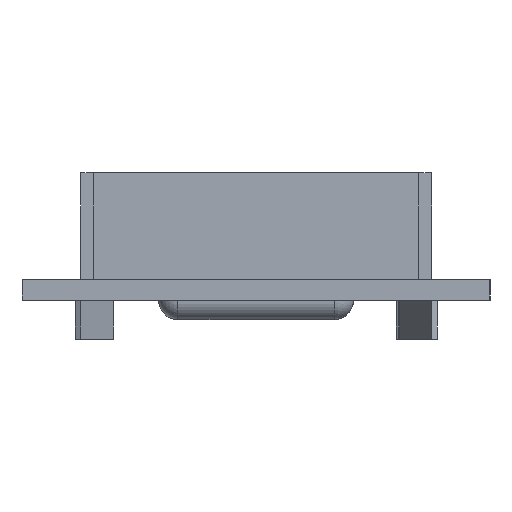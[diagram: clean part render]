
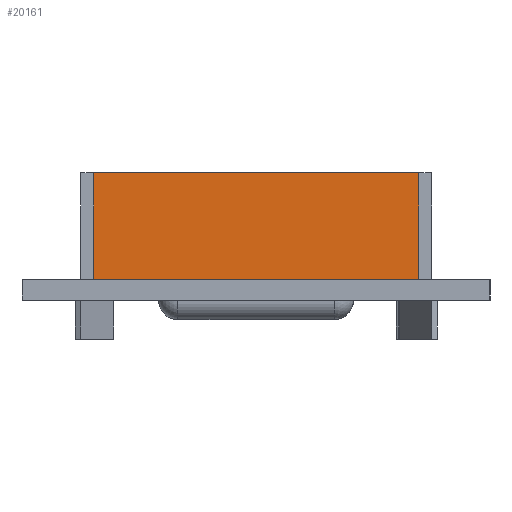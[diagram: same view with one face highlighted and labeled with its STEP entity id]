
A CAD part, left-side view. The second image highlights one B-rep face of the part: STEP entity #20161.
In plain terms, the highlighted planar face has unit normal (-1, 0, 0).
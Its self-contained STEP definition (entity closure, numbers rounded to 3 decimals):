
#618 = DIRECTION ( 'NONE',  ( 0., 1., 0. ) ) ;
#2039 = LINE ( 'NONE', #10171, #19698 ) ;
#2475 = FACE_OUTER_BOUND ( 'NONE', #21617, .T. ) ;
#3377 = EDGE_CURVE ( 'NONE', #25365, #5248, #20343, .T. ) ;
#4947 = DIRECTION ( 'NONE',  ( 0., 0., 1. ) ) ;
#5248 = VERTEX_POINT ( 'NONE', #19351 ) ;
#6396 = CARTESIAN_POINT ( 'NONE',  ( -35., -12.5, 1.6 ) ) ;
#7585 = VECTOR ( 'NONE', #4947, 1000. ) ;
#7717 = EDGE_CURVE ( 'NONE', #14058, #5248, #2039, .T. ) ;
#9528 = CARTESIAN_POINT ( 'NONE',  ( -35., 12.5, 1.6 ) ) ;
#10171 = CARTESIAN_POINT ( 'NONE',  ( -35., -12.5, 9.8 ) ) ;
#10727 = DIRECTION ( 'NONE',  ( -1., 0., 0. ) ) ;
#12359 = EDGE_CURVE ( 'NONE', #18941, #14058, #15743, .T. ) ;
#12452 = DIRECTION ( 'NONE',  ( 0., 1., 0. ) ) ;
#12600 = PLANE ( 'NONE',  #20547 ) ;
#13474 = ORIENTED_EDGE ( 'NONE', *, *, #12359, .T. ) ;
#14058 = VERTEX_POINT ( 'NONE', #21493 ) ;
#14766 = DIRECTION ( 'NONE',  ( 0., 0., 1. ) ) ;
#15057 = CARTESIAN_POINT ( 'NONE',  ( -35., 12.5, 1.6 ) ) ;
#15743 = LINE ( 'NONE', #21841, #7585 ) ;
#17076 = VECTOR ( 'NONE', #19243, 1000. ) ;
#17760 = CARTESIAN_POINT ( 'NONE',  ( -35., -12.5, 1.6 ) ) ;
#18024 = VECTOR ( 'NONE', #618, 1000. ) ;
#18627 = CARTESIAN_POINT ( 'NONE',  ( -35., -12.5, 1.6 ) ) ;
#18941 = VERTEX_POINT ( 'NONE', #17760 ) ;
#19243 = DIRECTION ( 'NONE',  ( 0., 0., 1. ) ) ;
#19351 = CARTESIAN_POINT ( 'NONE',  ( -35., 12.5, 9.8 ) ) ;
#19698 = VECTOR ( 'NONE', #12452, 1000. ) ;
#20161 = ADVANCED_FACE ( 'NONE', ( #2475 ), #12600, .T. ) ;
#20343 = LINE ( 'NONE', #15057, #17076 ) ;
#20547 = AXIS2_PLACEMENT_3D ( 'NONE', #6396, #10727, #14766 ) ;
#21434 = ORIENTED_EDGE ( 'NONE', *, *, #7717, .T. ) ;
#21493 = CARTESIAN_POINT ( 'NONE',  ( -35., -12.5, 9.8 ) ) ;
#21617 = EDGE_LOOP ( 'NONE', ( #13474, #21434, #24017, #23468 ) ) ;
#21841 = CARTESIAN_POINT ( 'NONE',  ( -35., -12.5, 1.6 ) ) ;
#22514 = EDGE_CURVE ( 'NONE', #18941, #25365, #22822, .T. ) ;
#22822 = LINE ( 'NONE', #18627, #18024 ) ;
#23468 = ORIENTED_EDGE ( 'NONE', *, *, #22514, .F. ) ;
#24017 = ORIENTED_EDGE ( 'NONE', *, *, #3377, .F. ) ;
#25365 = VERTEX_POINT ( 'NONE', #9528 ) ;
